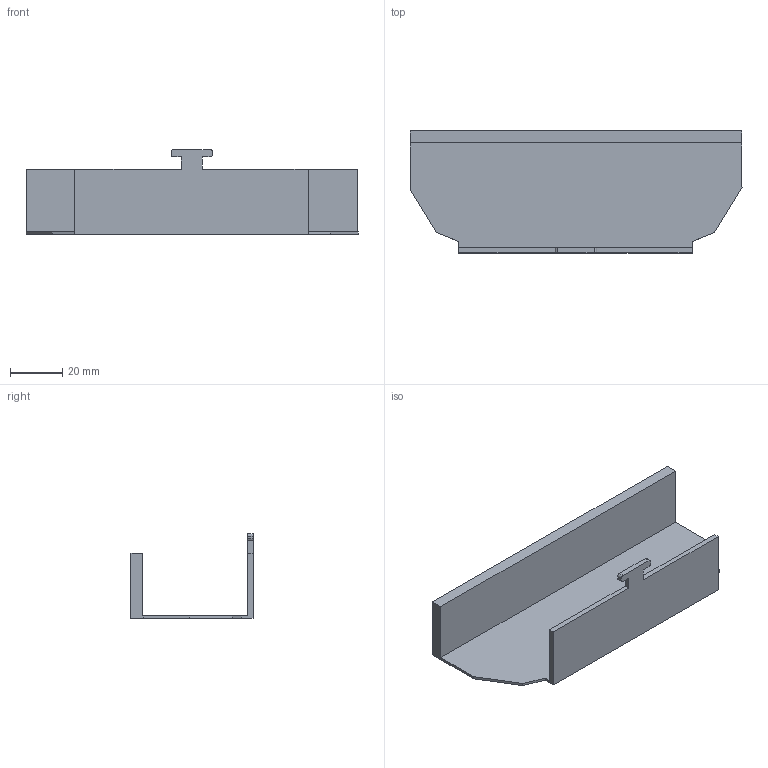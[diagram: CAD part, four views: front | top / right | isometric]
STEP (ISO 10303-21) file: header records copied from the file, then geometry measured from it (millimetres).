
FILE_DESCRIPTION(/* description */ (''),/* implementation_level */ '2;1');
FILE_NAME(/* name */ 'bef4f87c-9df5-451e-a3dd-0774b083cde5.stp',/* time_stamp */ '2019-03-12T20:01:56+01:00',/* author */ (''),/* organization */ (''),/* preprocessor_version */ 'ST-DEVELOPER v17.2',/* originating_system */ 'Autodesk Translation Framework v7.6.0.251',/* authorisation */ '');
FILE_SCHEMA (('AUTOMOTIVE_DESIGN { 1 0 10303 214 3 1 1 }'));
Length unit declared in the file: millimetre
Products named in the file (1): EyeBackWall
Bounding box: 127.52 x 46.9 x 32.54 mm (x, y, z)
Volume: 23748.7 mm3; surface area: 22345.7 mm2
Topology: 1 solids, 1 shells, 32 faces, 90 edges, 60 vertices
Faces by surface type: plane 27, cylinder 5
Entity records: 1057 total; most frequent: CARTESIAN_POINT 183, ORIENTED_EDGE 180, DIRECTION 166, EDGE_CURVE 90, LINE 80, VECTOR 80, VERTEX_POINT 60, AXIS2_PLACEMENT_3D 43
